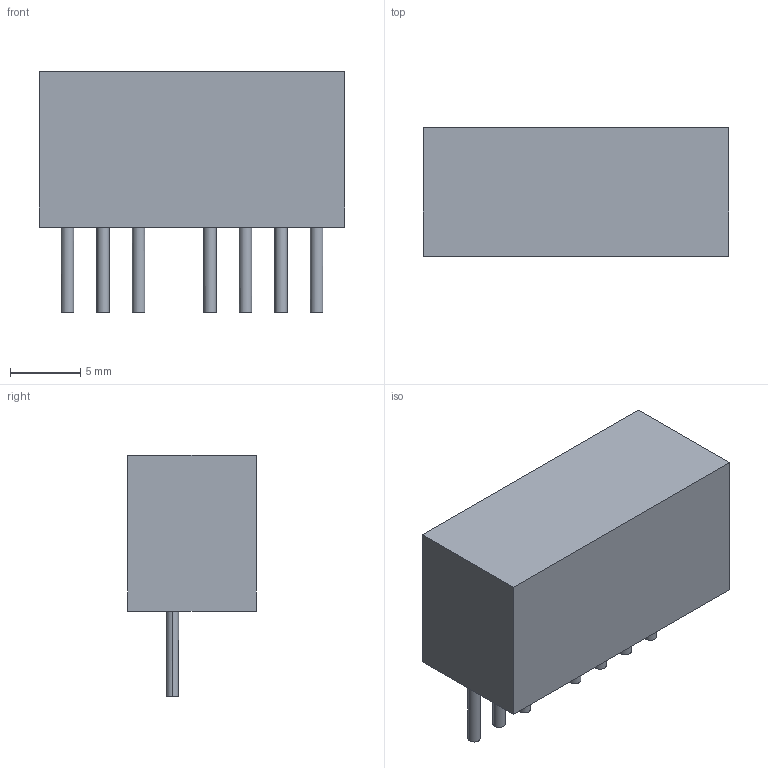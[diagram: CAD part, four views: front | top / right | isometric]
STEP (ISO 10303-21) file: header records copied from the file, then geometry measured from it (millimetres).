
FILE_DESCRIPTION(/* description */ (''),/* implementation_level */ '2;1');
FILE_NAME(/* name */ 'RS3_RCP',/* time_stamp */ '2023-02-02T11:30:09+01:00',/* author */ (''),/* organization */ (''),/* preprocessor_version */ 'ST-DEVELOPER v16.5',/* originating_system */ '',/* authorisation */ '');
FILE_SCHEMA (('CONFIG_CONTROL_DESIGN'));
Length unit declared in the file: millimetre
Products named in the file (1): Document
Bounding box: 21.79 x 9.19 x 17.2 mm (x, y, z)
Volume: 2250.7 mm3; surface area: 1216.7 mm2
Topology: 8 solids, 8 shells, 34 faces, 54 edges, 36 vertices
Faces by surface type: bspline 34
Entity records: 1552 total; most frequent: CARTESIAN_POINT 750, ORIENTED_EDGE 108, PCURVE 108, DEFINITIONAL_REPRESENTATION 108, B_SPLINE_CURVE_WITH_KNOTS 106, SURFACE_CURVE 54, EDGE_CURVE 54, VERTEX_POINT 36
